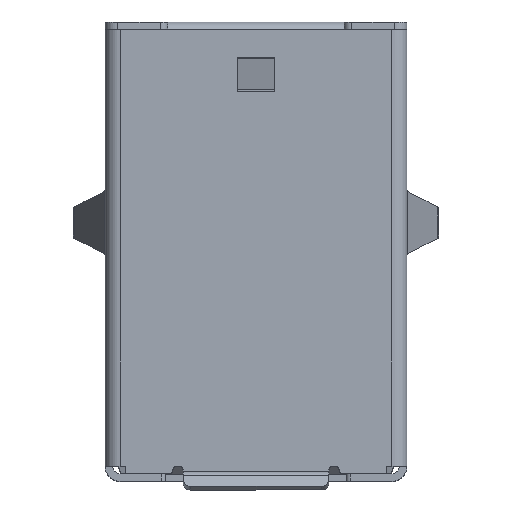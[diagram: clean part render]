
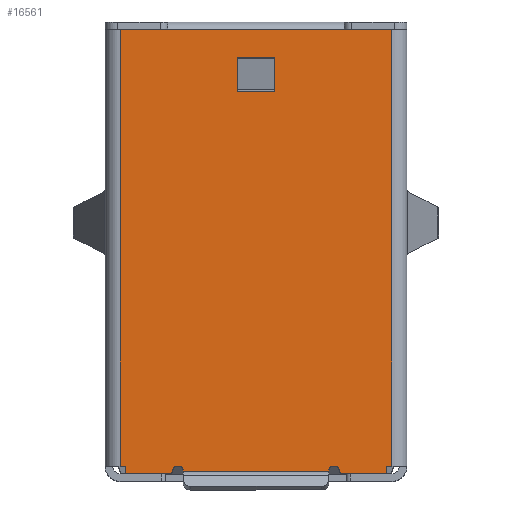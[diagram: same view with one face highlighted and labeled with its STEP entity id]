
A CAD part, top view. The second image highlights one B-rep face of the part: STEP entity #16561.
In plain terms, the highlighted planar face has unit normal (0, 0, 1).
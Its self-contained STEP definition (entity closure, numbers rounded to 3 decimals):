
#13930=CARTESIAN_POINT('',(0.745,2.835,12.9));
#13931=VERTEX_POINT('',#13930);
#13985=CARTESIAN_POINT('',(-0.745,2.835,12.9));
#13986=VERTEX_POINT('',#13985);
#15415=CARTESIAN_POINT('',(0.75,2.835,12.9));
#15416=VERTEX_POINT('',#15415);
#15423=CARTESIAN_POINT('',(0.75,2.835,12.9));
#15424=DIRECTION('',(-1.0,0.0,0.0));
#15425=VECTOR('',#15424,0.005);
#15426=LINE('',#15423,#15425);
#15427=EDGE_CURVE('',#15416,#13931,#15426,.T.);
#15440=CARTESIAN_POINT('',(0.745,2.835,12.9));
#15441=DIRECTION('',(-1.0,0.0,0.0));
#15442=VECTOR('',#15441,1.49);
#15443=LINE('',#15440,#15442);
#15444=EDGE_CURVE('',#13931,#13986,#15443,.T.);
#15454=CARTESIAN_POINT('',(-0.75,2.835,12.9));
#15455=VERTEX_POINT('',#15454);
#15456=CARTESIAN_POINT('',(-0.745,2.835,12.9));
#15457=DIRECTION('',(-1.0,0.0,0.0));
#15458=VECTOR('',#15457,0.005);
#15459=LINE('',#15456,#15458);
#15460=EDGE_CURVE('',#13986,#15455,#15459,.T.);
#15478=CARTESIAN_POINT('',(-0.75,1.485,12.9));
#15479=VERTEX_POINT('',#15478);
#15480=CARTESIAN_POINT('',(-0.75,2.835,12.9));
#15481=DIRECTION('',(0.0,-1.0,0.0));
#15482=VECTOR('',#15481,1.35);
#15483=LINE('',#15480,#15482);
#15484=EDGE_CURVE('',#15455,#15479,#15483,.T.);
#15502=CARTESIAN_POINT('',(0.75,1.485,12.9));
#15503=VERTEX_POINT('',#15502);
#15504=CARTESIAN_POINT('',(-0.75,1.485,12.9));
#15505=DIRECTION('',(1.0,0.0,0.0));
#15506=VECTOR('',#15505,1.5);
#15507=LINE('',#15504,#15506);
#15508=EDGE_CURVE('',#15479,#15503,#15507,.T.);
#15526=CARTESIAN_POINT('',(0.75,1.485,12.9));
#15527=DIRECTION('',(0.0,1.0,0.0));
#15528=VECTOR('',#15527,1.35);
#15529=LINE('',#15526,#15528);
#15530=EDGE_CURVE('',#15503,#15416,#15529,.T.);
#15543=CARTESIAN_POINT('',(3.3,-13.565,12.9));
#15544=VERTEX_POINT('',#15543);
#15552=CARTESIAN_POINT('',(3.45,-13.715,12.9));
#15553=VERTEX_POINT('',#15552);
#15560=CARTESIAN_POINT('',(3.45,-13.565,12.9));
#15561=DIRECTION('',(0.0,0.0,-1.0));
#15562=DIRECTION('',(0.0,-1.0,0.0));
#15563=AXIS2_PLACEMENT_3D('',#15560,#15561,#15562);
#15564=CIRCLE('',#15563,0.15);
#15565=EDGE_CURVE('',#15553,#15544,#15564,.T.);
#15575=CARTESIAN_POINT('',(3.15,-13.415,12.9));
#15576=VERTEX_POINT('',#15575);
#15577=CARTESIAN_POINT('',(3.15,-13.565,12.9));
#15578=DIRECTION('',(0.0,0.0,1.0));
#15579=DIRECTION('',(0.0,-1.0,0.0));
#15580=AXIS2_PLACEMENT_3D('',#15577,#15578,#15579);
#15581=CIRCLE('',#15580,0.15);
#15582=EDGE_CURVE('',#15544,#15576,#15581,.T.);
#15600=CARTESIAN_POINT('',(3.05,-13.415,12.9));
#15601=VERTEX_POINT('',#15600);
#15602=CARTESIAN_POINT('',(3.15,-13.415,12.9));
#15603=DIRECTION('',(-1.0,0.0,0.0));
#15604=VECTOR('',#15603,0.1);
#15605=LINE('',#15602,#15604);
#15606=EDGE_CURVE('',#15576,#15601,#15605,.T.);
#15624=CARTESIAN_POINT('',(2.9,-13.565,12.9));
#15625=VERTEX_POINT('',#15624);
#15626=CARTESIAN_POINT('',(3.05,-13.565,12.9));
#15627=DIRECTION('',(0.0,0.0,1.0));
#15628=DIRECTION('',(0.0,-1.0,0.0));
#15629=AXIS2_PLACEMENT_3D('',#15626,#15627,#15628);
#15630=CIRCLE('',#15629,0.15);
#15631=EDGE_CURVE('',#15601,#15625,#15630,.T.);
#15651=CARTESIAN_POINT('',(2.9,-13.635,12.9));
#15652=VERTEX_POINT('',#15651);
#15653=CARTESIAN_POINT('',(2.9,-13.565,12.9));
#15654=DIRECTION('',(0.0,-1.0,0.0));
#15655=VECTOR('',#15654,0.07);
#15656=LINE('',#15653,#15655);
#15657=EDGE_CURVE('',#15625,#15652,#15656,.T.);
#15678=CARTESIAN_POINT('',(-2.9,-13.635,12.9));
#15679=VERTEX_POINT('',#15678);
#15689=CARTESIAN_POINT('',(2.9,-13.635,12.9));
#15690=DIRECTION('',(-1.0,0.0,0.0));
#15691=VECTOR('',#15690,5.8);
#15692=LINE('',#15689,#15691);
#15693=EDGE_CURVE('',#15652,#15679,#15692,.T.);
#15703=CARTESIAN_POINT('',(-2.9,-13.565,12.9));
#15704=VERTEX_POINT('',#15703);
#15705=CARTESIAN_POINT('',(-2.9,-13.635,12.9));
#15706=DIRECTION('',(0.0,1.0,0.0));
#15707=VECTOR('',#15706,0.07);
#15708=LINE('',#15705,#15707);
#15709=EDGE_CURVE('',#15679,#15704,#15708,.T.);
#15731=CARTESIAN_POINT('',(-3.05,-13.415,12.9));
#15732=VERTEX_POINT('',#15731);
#15733=CARTESIAN_POINT('',(-3.05,-13.565,12.9));
#15734=DIRECTION('',(0.0,0.0,1.0));
#15735=DIRECTION('',(0.0,-1.0,0.0));
#15736=AXIS2_PLACEMENT_3D('',#15733,#15734,#15735);
#15737=CIRCLE('',#15736,0.15);
#15738=EDGE_CURVE('',#15704,#15732,#15737,.T.);
#15756=CARTESIAN_POINT('',(-3.15,-13.415,12.9));
#15757=VERTEX_POINT('',#15756);
#15758=CARTESIAN_POINT('',(-3.05,-13.415,12.9));
#15759=DIRECTION('',(-1.0,0.0,0.0));
#15760=VECTOR('',#15759,0.1);
#15761=LINE('',#15758,#15760);
#15762=EDGE_CURVE('',#15732,#15757,#15761,.T.);
#15780=CARTESIAN_POINT('',(-3.3,-13.565,12.9));
#15781=VERTEX_POINT('',#15780);
#15782=CARTESIAN_POINT('',(-3.15,-13.565,12.9));
#15783=DIRECTION('',(0.0,0.0,1.0));
#15784=DIRECTION('',(0.0,-1.0,0.0));
#15785=AXIS2_PLACEMENT_3D('',#15782,#15783,#15784);
#15786=CIRCLE('',#15785,0.15);
#15787=EDGE_CURVE('',#15757,#15781,#15786,.T.);
#15805=CARTESIAN_POINT('',(-3.45,-13.715,12.9));
#15806=VERTEX_POINT('',#15805);
#15815=CARTESIAN_POINT('',(-3.45,-13.565,12.9));
#15816=DIRECTION('',(0.0,0.0,-1.0));
#15817=DIRECTION('',(0.0,-1.0,0.0));
#15818=AXIS2_PLACEMENT_3D('',#15815,#15816,#15817);
#15819=CIRCLE('',#15818,0.15);
#15820=EDGE_CURVE('',#15781,#15806,#15819,.T.);
#15831=CARTESIAN_POINT('',(-5.2,-13.715,12.9));
#15832=VERTEX_POINT('',#15831);
#15833=CARTESIAN_POINT('',(-3.45,-13.715,12.9));
#15834=DIRECTION('',(-1.0,0.0,0.0));
#15835=VECTOR('',#15834,1.75);
#15836=LINE('',#15833,#15835);
#15837=EDGE_CURVE('',#15806,#15832,#15836,.T.);
#15855=CARTESIAN_POINT('',(-5.2,-13.415,12.9));
#15856=VERTEX_POINT('',#15855);
#15857=CARTESIAN_POINT('',(-5.2,-13.715,12.9));
#15858=DIRECTION('',(0.0,1.0,0.0));
#15859=VECTOR('',#15858,0.3);
#15860=LINE('',#15857,#15859);
#15861=EDGE_CURVE('',#15832,#15856,#15860,.T.);
#15878=CARTESIAN_POINT('',(-5.4,-13.415,12.9));
#15879=VERTEX_POINT('',#15878);
#15880=CARTESIAN_POINT('',(-5.2,-13.415,12.9));
#15881=DIRECTION('',(-1.0,0.0,0.0));
#15882=VECTOR('',#15881,0.2);
#15883=LINE('',#15880,#15882);
#15884=EDGE_CURVE('',#15856,#15879,#15883,.T.);
#15905=CARTESIAN_POINT('',(-5.4,3.935,12.9));
#15906=VERTEX_POINT('',#15905);
#15907=CARTESIAN_POINT('',(-5.4,-13.415,12.9));
#15908=DIRECTION('',(0.0,1.0,0.0));
#15909=VECTOR('',#15908,17.35);
#15910=LINE('',#15907,#15909);
#15911=EDGE_CURVE('',#15879,#15906,#15910,.T.);
#15932=CARTESIAN_POINT('',(5.2,-13.715,12.9));
#15933=VERTEX_POINT('',#15932);
#15940=CARTESIAN_POINT('',(5.2,-13.715,12.9));
#15941=DIRECTION('',(-1.0,0.0,0.0));
#15942=VECTOR('',#15941,1.75);
#15943=LINE('',#15940,#15942);
#15944=EDGE_CURVE('',#15933,#15553,#15943,.T.);
#15954=CARTESIAN_POINT('',(5.2,-13.415,12.9));
#15955=VERTEX_POINT('',#15954);
#15962=CARTESIAN_POINT('',(5.2,-13.415,12.9));
#15963=DIRECTION('',(0.0,-1.0,0.0));
#15964=VECTOR('',#15963,0.3);
#15965=LINE('',#15962,#15964);
#15966=EDGE_CURVE('',#15955,#15933,#15965,.T.);
#16507=CARTESIAN_POINT('',(-5.94,-14.598,12.9));
#16508=DIRECTION('',(0.0,0.0,-1.0));
#16509=DIRECTION('',(0.0,1.0,0.0));
#16510=AXIS2_PLACEMENT_3D('',#16507,#16508,#16509);
#16511=PLANE('',#16510);
#16512=ORIENTED_EDGE('',*,*,#15966,.F.);
#16513=CARTESIAN_POINT('',(5.4,-13.415,12.9));
#16514=VERTEX_POINT('',#16513);
#16515=CARTESIAN_POINT('',(5.4,-13.415,12.9));
#16516=DIRECTION('',(-1.0,0.0,0.0));
#16517=VECTOR('',#16516,0.2);
#16518=LINE('',#16515,#16517);
#16519=EDGE_CURVE('',#16514,#15955,#16518,.T.);
#16520=ORIENTED_EDGE('',*,*,#16519,.F.);
#16521=CARTESIAN_POINT('',(5.4,3.935,12.9));
#16522=VERTEX_POINT('',#16521);
#16523=CARTESIAN_POINT('',(5.4,3.935,12.9));
#16524=DIRECTION('',(0.0,-1.0,0.0));
#16525=VECTOR('',#16524,17.35);
#16526=LINE('',#16523,#16525);
#16527=EDGE_CURVE('',#16522,#16514,#16526,.T.);
#16528=ORIENTED_EDGE('',*,*,#16527,.F.);
#16529=CARTESIAN_POINT('',(-5.4,3.935,12.9));
#16530=DIRECTION('',(1.0,0.0,0.0));
#16531=VECTOR('',#16530,10.8);
#16532=LINE('',#16529,#16531);
#16533=EDGE_CURVE('',#15906,#16522,#16532,.T.);
#16534=ORIENTED_EDGE('',*,*,#16533,.F.);
#16535=ORIENTED_EDGE('',*,*,#15911,.F.);
#16536=ORIENTED_EDGE('',*,*,#15884,.F.);
#16537=ORIENTED_EDGE('',*,*,#15861,.F.);
#16538=ORIENTED_EDGE('',*,*,#15837,.F.);
#16539=ORIENTED_EDGE('',*,*,#15820,.F.);
#16540=ORIENTED_EDGE('',*,*,#15787,.F.);
#16541=ORIENTED_EDGE('',*,*,#15762,.F.);
#16542=ORIENTED_EDGE('',*,*,#15738,.F.);
#16543=ORIENTED_EDGE('',*,*,#15709,.F.);
#16544=ORIENTED_EDGE('',*,*,#15693,.F.);
#16545=ORIENTED_EDGE('',*,*,#15657,.F.);
#16546=ORIENTED_EDGE('',*,*,#15631,.F.);
#16547=ORIENTED_EDGE('',*,*,#15606,.F.);
#16548=ORIENTED_EDGE('',*,*,#15582,.F.);
#16549=ORIENTED_EDGE('',*,*,#15565,.F.);
#16550=ORIENTED_EDGE('',*,*,#15944,.F.);
#16551=EDGE_LOOP('',(#16512,#16520,#16528,#16534,#16535,#16536,#16537,#16538,#16539,#16540,#16541,#16542,#16543,#16544,#16545,#16546,#16547,#16548,#16549,#16550));
#16552=FACE_OUTER_BOUND('',#16551,.T.);
#16553=ORIENTED_EDGE('',*,*,#15508,.F.);
#16554=ORIENTED_EDGE('',*,*,#15484,.F.);
#16555=ORIENTED_EDGE('',*,*,#15460,.F.);
#16556=ORIENTED_EDGE('',*,*,#15444,.F.);
#16557=ORIENTED_EDGE('',*,*,#15427,.F.);
#16558=ORIENTED_EDGE('',*,*,#15530,.F.);
#16559=EDGE_LOOP('',(#16553,#16554,#16555,#16556,#16557,#16558));
#16560=FACE_BOUND('',#16559,.T.);
#16561=ADVANCED_FACE('',(#16552,#16560),#16511,.F.);
